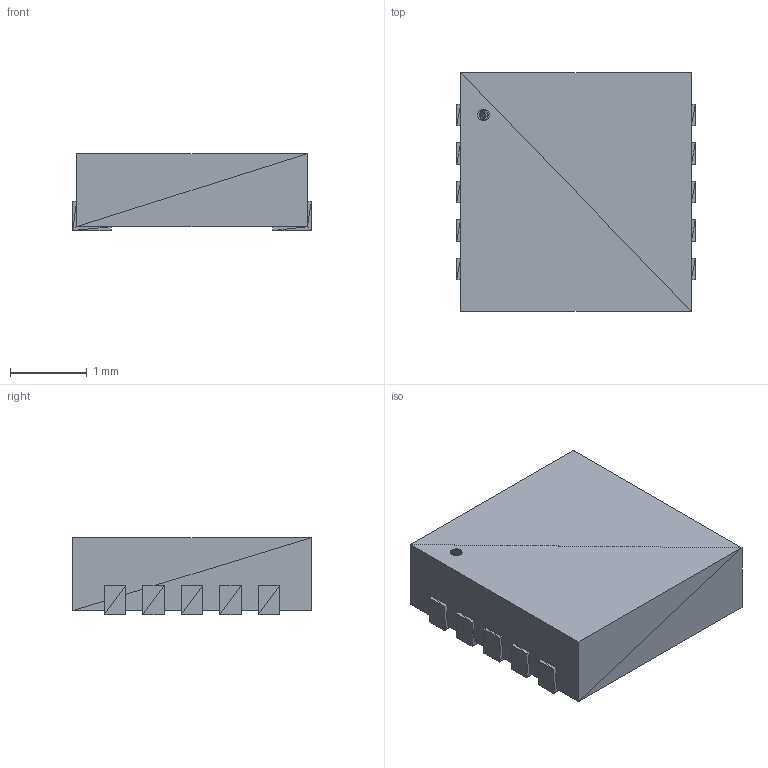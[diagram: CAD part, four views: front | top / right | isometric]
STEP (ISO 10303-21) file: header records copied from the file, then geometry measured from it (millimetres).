
FILE_DESCRIPTION(('STEP AP214'),'1');
FILE_NAME('DRC10_2P4X1P65','2018-12-26T03:42:09',(''),(''),'','','');
FILE_SCHEMA(('AUTOMOTIVE_DESIGN'));
Length unit declared in the file: millimetre
Products named in the file (1): product
Bounding box: 3.1 x 3.1 x 1 mm (x, y, z)
Surface area: 36 mm2 (no closed solid volume)
Topology: 0 solids, 340 shells, 340 faces, 1020 edges, 1020 vertices
Faces by surface type: plane 340
Entity records: 11279 total; most frequent: CARTESIAN_POINT 2381, DIRECTION 1702, ORIENTED_EDGE 1020, EDGE_CURVE 1020, VERTEX_POINT 1020, LINE 1020, VECTOR 1020, AXIS2_PLACEMENT_3D 341
